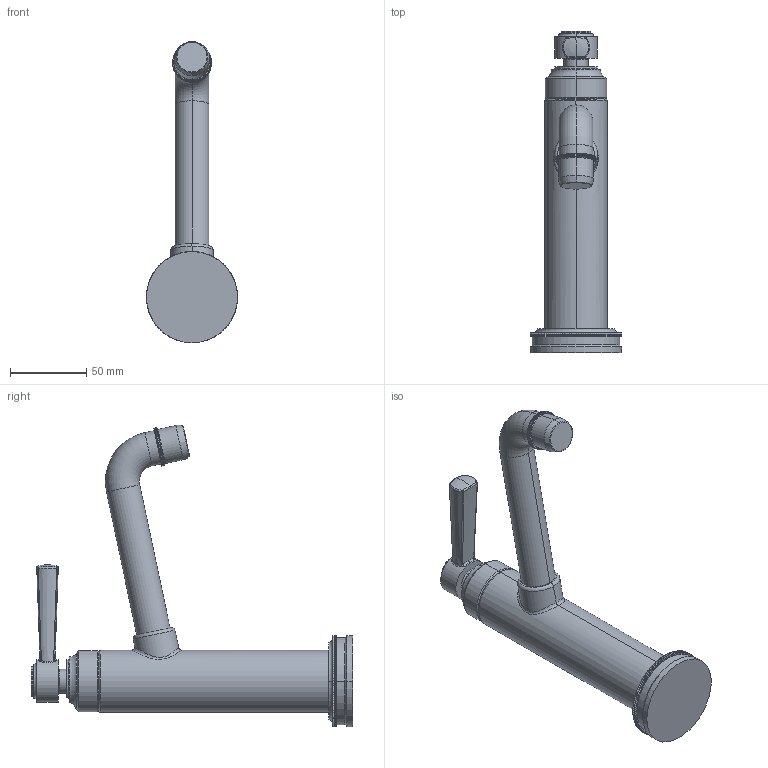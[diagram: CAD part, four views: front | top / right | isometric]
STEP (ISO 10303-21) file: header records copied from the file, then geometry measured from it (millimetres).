
FILE_DESCRIPTION((''),'2;1');
FILE_NAME('1623-1_SW0001','2024-05-17T19:34:03',('nehatek'),(''),'CREO PARAMETRIC BY PTC INC, 2023134','CREO PARAMETRIC BY PTC INC, 2023134','');
FILE_SCHEMA(('CONFIG_CONTROL_DESIGN'));
Length unit declared in the file: inch
Products named in the file (1): 1623-1_SW0001
Bounding box: 59.69 x 210.35 x 197.42 mm (x, y, z)
Volume: 348360.3 mm3; surface area: 48482.7 mm2
Topology: 1 solids, 1 shells, 655 faces, 1854 edges, 1212 vertices
Faces by surface type: plane 370, cylinder 209, torus 32, bspline 32, cone 6, sphere 6
Entity records: 23059 total; most frequent: CARTESIAN_POINT 5825, ORIENTED_EDGE 3704, DIRECTION 3545, EDGE_CURVE 1852, VECTOR 1269, LINE 1269, VERTEX_POINT 1212, AXIS2_PLACEMENT_3D 1138
